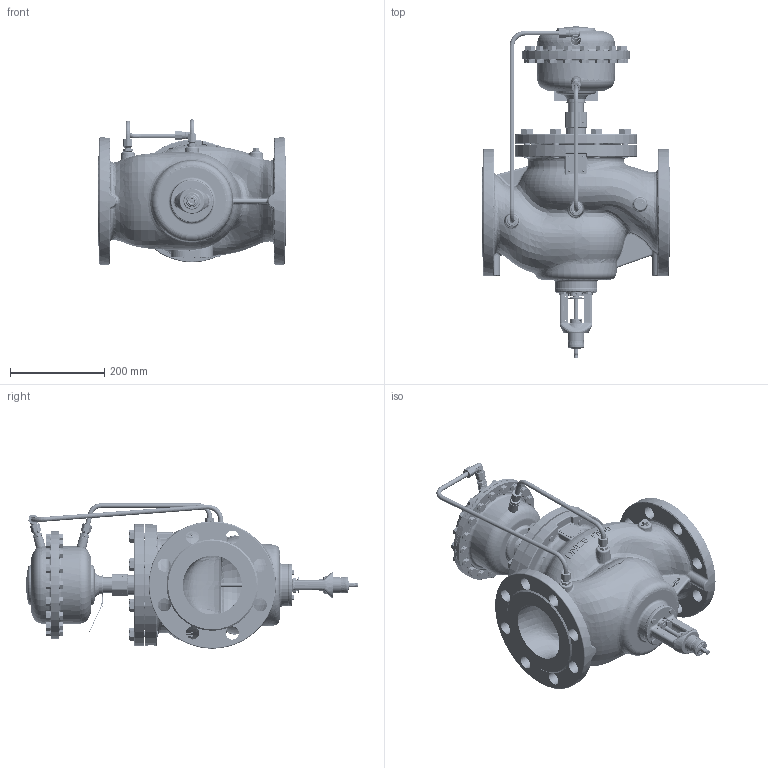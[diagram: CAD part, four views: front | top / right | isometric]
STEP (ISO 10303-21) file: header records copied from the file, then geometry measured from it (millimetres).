
FILE_DESCRIPTION((''),'2;1');
FILE_NAME('003G5534_AFQM2_PN40_DN125_0-2_ASM','2023-05-08T14:28:48',('U384264'),('Danfoss'),'CREO PARAMETRIC BY PTC INC, 2022124','CREO PARAMETRIC BY PTC INC, 2022124','');
FILE_SCHEMA(('CONFIG_CONTROL_DESIGN'));
Products named in the file (49): 88650660_VALVE_B_VFQM_DN125_PN4; 88650870_VALVE_C_VFG_DN125_PN40; 88654400_CV_P_H_REW_SUB_DN125_ASM; 88651350_SPINDLE_CV_DN125; HEX_SCREW_DIN931_M16X50; 88651210_YOKE_BODY_DN125_250; 88652270_SETT_SCREW_DN125-250; 88652300_STUFFING_BOX_DN100_125; HEX_SCREW_DIN933_M06X18; 88652800_POINTER_VFQM; 88652730_FLOW_SCALE_DN125; 51817881_SCREW_SF_M3X5; 54790650_BUSH_12X14X10; 54540510; 188610240; WALTER_CONNECTION; WALTER_PROFILE_RING; WALTER_CONNECTION_NUT; 8863078_ASM; 88653310_VFQM_DN125_PN40_ASM; 88670090_HOUSING160_PN40_MINUS_AF0; 88673400_TUBE_FI38X10X62_MINUS_AF82; 88671680_PRESSURE_CONNECTOR_6MM; WELD_PRESS_CON_6MM; WELD_160_6MM_INST_AF0; WELD_160_6MM_2_INST_AF0; 88671490_COVER160_PN40_MINUS_ASM; 55511011; 88670600_CONNECTING_NUT_G1_1_4; 88670110_HOUS_AFQ_160_PN40_PLUS_AF0; 88671680_PRESSURE_CONNECTOR_6MM_AF0; WELD_PRESS_CON_6MM_AF0; 88672610_COVE_AFQ_160_PN40_PLUS_ASM; 88673710_GASKET_PA_160_PN40; 51018011; 52017500; 51917340; 5454051; 88630620_TUBE_CONN_D1_0_DA_00_ASM; 88673820 ...
Assembly tree (140 placements, depth 5):
  003G5534_AFQM2_PN40_DN125_0-2_ASM
    88653310_VFQM_DN125_PN40_ASM
      88650660_VALVE_B_VFQM_DN125_PN4
      88650870_VALVE_C_VFG_DN125_PN40
      88654400_CV_P_H_REW_SUB_DN125_ASM
      88651350_SPINDLE_CV_DN125
      HEX_SCREW_DIN931_M16X50  x8
      88651210_YOKE_BODY_DN125_250
      88652270_SETT_SCREW_DN125-250
      88652300_STUFFING_BOX_DN100_125
      HEX_SCREW_DIN933_M06X18  x4
      88652800_POINTER_VFQM
      88652730_FLOW_SCALE_DN125
      51817881_SCREW_SF_M3X5  x2
      54790650_BUSH_12X14X10
      54540510  x3
      188610240
      8863078_ASM  x2
        WALTER_CONNECTION
        WALTER_PROFILE_RING
        WALTER_CONNECTION_NUT
    003G5602_AFQ2_PN40_160CM2_ASM
      88671490_COVER160_PN40_MINUS_ASM
        88670090_HOUSING160_PN40_MINUS_AF0
        88673400_TUBE_FI38X10X62_MINUS_AF82
        88671680_PRESSURE_CONNECTOR_6MM
        WELD_PRESS_CON_6MM
        WELD_160_6MM_INST_AF0
        WELD_160_6MM_2_INST_AF0
      55511011
      88670600_CONNECTING_NUT_G1_1_4
      88672610_COVE_AFQ_160_PN40_PLUS_ASM
        88670110_HOUS_AFQ_160_PN40_PLUS_AF0
        88671680_PRESSURE_CONNECTOR_6MM_AF0
        WELD_PRESS_CON_6MM_AF0
      88673710_GASKET_PA_160_PN40  x2
      51018011  x18
      52017500  x36
      51917340  x18
      5454051  x2
      88630620_TUBE_CONN_D1_0_DA_00_ASM  x2
        8863078_ASM
          WALTER_CONNECTION
          WALTER_PROFILE_RING
          WALTER_CONNECTION_NUT
      88673820
      88673810_LABEL_PLATE_PA
      56722030_ASM
        PRIKLJUCEK_KOLENO
        WALTER_PROFILE_RING
        WALTER_CONNECTION_NUT
    88674540_TUBE_PL_AFQM_DN125-160
    88674550_TUBE_MI_AFQM_DN125-160
    LABEL_PLATE_37X37
    5589607  x4
Bounding box: 400 x 704.3 x 308.4 mm (x, y, z)
Volume: 9157404.8 mm3; surface area: 1659470 mm2
Topology: 138 solids, 138 shells, 6267 faces, 15607 edges, 9766 vertices
Faces by surface type: plane 2573, cylinder 1641, cone 1008, bspline 461, torus 333, extrusion 188, sphere 38, revolution 25
Entity records: 175936 total; most frequent: CARTESIAN_POINT 76139, ORIENTED_EDGE 21630, DIRECTION 18761, EDGE_CURVE 10815, VERTEX_POINT 6880, AXIS2_PLACEMENT_3D 6649, VECTOR 5438, LINE 5250
